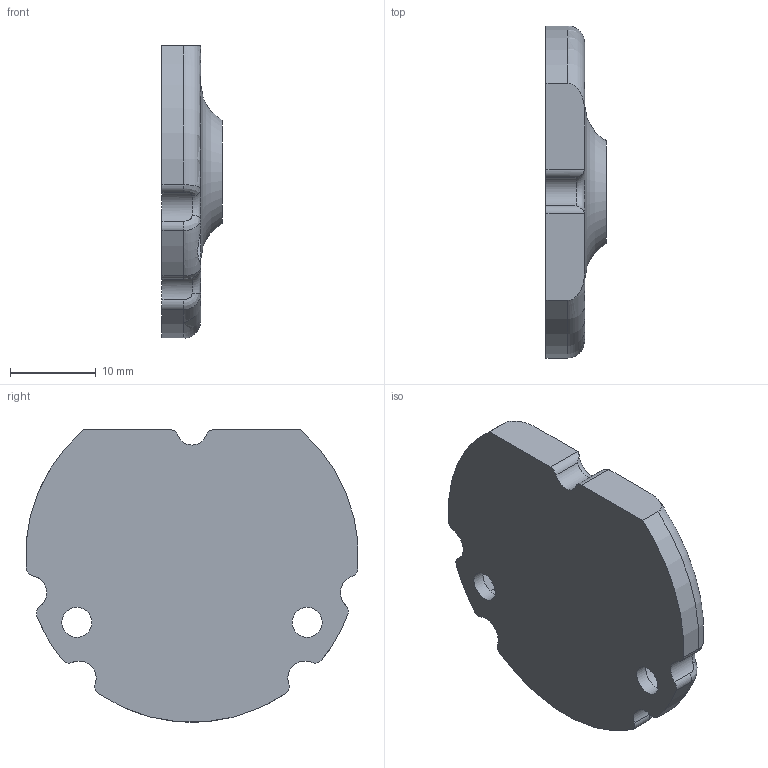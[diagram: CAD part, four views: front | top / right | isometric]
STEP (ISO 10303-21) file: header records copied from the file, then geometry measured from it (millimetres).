
FILE_DESCRIPTION(/* description */ ('','CAx-IF Rec.Pracs.---Representation and Presentation of Product Manufacturing Information (PMI)---4.0---2014-10-13'),/* implementation_level */ '2;1');
FILE_NAME(/* name */ 'end_bracket_non_wire_side-v10.step',/* time_stamp */ '2025-02-22T11:48:26-08:00',/* author */ (''),/* organization */ (''),/* preprocessor_version */ 'ST-DEVELOPER v20',/* originating_system */ 'Autodesk Translation Framework v13.20.0.188',/* authorisation */ '');
FILE_SCHEMA (('AP242_MANAGED_MODEL_BASED_3D_ENGINEERING_MIM_LF { 1 0 10303 442 1 1 4 }'));
Length unit declared in the file: millimetre
Products named in the file (1): end_bracket_non_wire_side
Bounding box: 7 x 38.69 x 34.08 mm (x, y, z)
Volume: 4908.5 mm3; surface area: 3049.6 mm2
Topology: 2 solids, 2 shells, 61 faces, 149 edges, 94 vertices
Faces by surface type: cylinder 26, plane 16, torus 11, bspline 8
Full cylindrical faces by diameter (mm): 3.5 x2, 4 x1, 5.4 x1, 5.5 x1, 6 x1
Entity records: 2179 total; most frequent: CARTESIAN_POINT 696, DIRECTION 303, ORIENTED_EDGE 298, EDGE_CURVE 149, AXIS2_PLACEMENT_3D 127, VERTEX_POINT 94, CIRCLE 73, EDGE_LOOP 69
